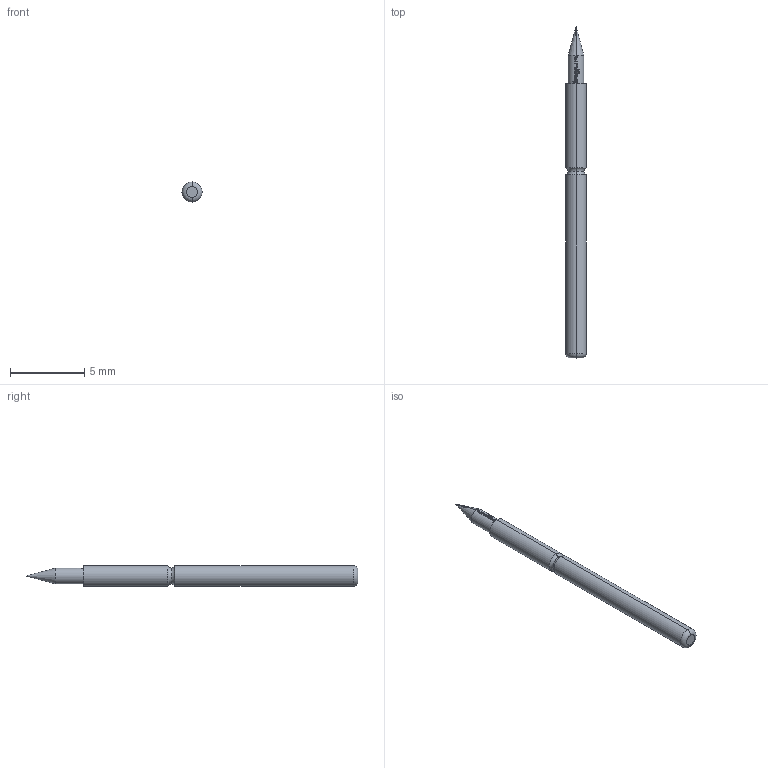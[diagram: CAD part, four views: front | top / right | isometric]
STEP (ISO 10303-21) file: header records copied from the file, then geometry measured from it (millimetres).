
FILE_DESCRIPTION (( 'STEP AP203' ), '1' );
FILE_NAME ('INGUN_GKS-946_301_106_A_xx00.STEP', '2022-04-14T05:42:52', ( 'ochi' ), ( '' ), 'SwSTEP 2.0', 'SolidWorks 2018', '' );
FILE_SCHEMA (( 'CONFIG_CONTROL_DESIGN' ));
Length unit declared in the file: millimetre
Products named in the file (1): INGUN_GKS-946_301_106_A_xx00
Bounding box: 1.37 x 22.4 x 1.37 mm (x, y, z)
Volume: 29.3 mm3; surface area: 91.1 mm2
Topology: 1 solids, 1 shells, 88 faces, 245 edges, 159 vertices
Faces by surface type: plane 42, bspline 22, cylinder 16, torus 6, cone 2
Entity records: 3054 total; most frequent: CARTESIAN_POINT 891, ORIENTED_EDGE 486, DIRECTION 371, EDGE_CURVE 243, VERTEX_POINT 159, AXIS2_PLACEMENT_3D 147, EDGE_LOOP 90, FACE_OUTER_BOUND 88
